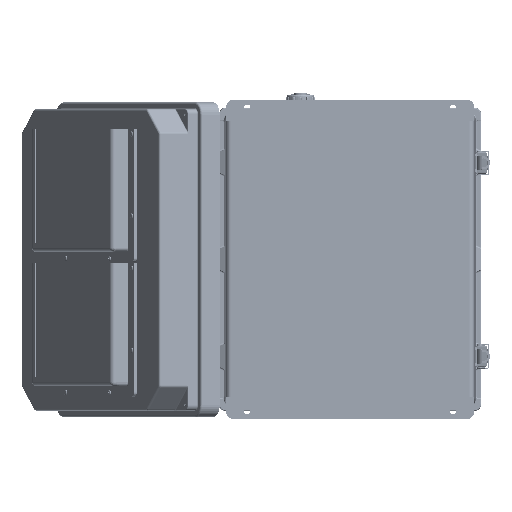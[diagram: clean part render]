
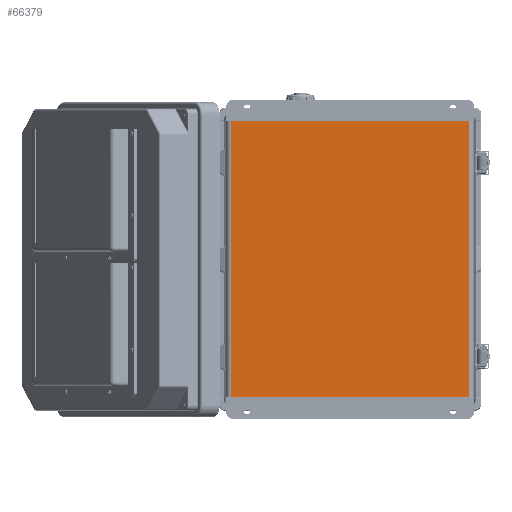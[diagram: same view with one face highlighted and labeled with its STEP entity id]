
A CAD part, front view. The second image highlights one B-rep face of the part: STEP entity #66379.
In plain terms, the highlighted planar face has unit normal (0, -1, 0).
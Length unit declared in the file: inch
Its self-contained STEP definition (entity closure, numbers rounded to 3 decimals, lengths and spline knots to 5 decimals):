
#110 = ORIENTED_EDGE ( 'NONE', *, *, #31222, .T. ) ;
#897 = DIRECTION ( 'NONE',  ( -1., 0., 0. ) ) ;
#7125 = AXIS2_PLACEMENT_3D ( 'NONE', #28196, #36671, #96309 ) ;
#12198 = LINE ( 'NONE', #68380, #43051 ) ;
#17836 = VECTOR ( 'NONE', #51865, 39.37008 ) ;
#18075 = LINE ( 'NONE', #43298, #17836 ) ;
#27224 = VERTEX_POINT ( 'NONE', #31899 ) ;
#27456 = VERTEX_POINT ( 'NONE', #61011 ) ;
#27748 = CARTESIAN_POINT ( 'NONE',  ( 5.78771, 0.05906, -1.04331 ) ) ;
#28196 = CARTESIAN_POINT ( 'NONE',  ( 6.11811, 0.05906, -1.04331 ) ) ;
#31222 = EDGE_CURVE ( 'NONE', #27224, #38007, #100751, .T. ) ;
#31899 = CARTESIAN_POINT ( 'NONE',  ( 5.78771, 0.05906, -14.4685 ) ) ;
#36671 = DIRECTION ( 'NONE',  ( 0., 1., 0. ) ) ;
#36962 = EDGE_LOOP ( 'NONE', ( #59127, #48062, #110, #55326 ) ) ;
#38007 = VERTEX_POINT ( 'NONE', #27748 ) ;
#43051 = VECTOR ( 'NONE', #897, 39.37008 ) ;
#43298 = CARTESIAN_POINT ( 'NONE',  ( -5.78771, 0.05906, -1.04331 ) ) ;
#47527 = CARTESIAN_POINT ( 'NONE',  ( 6.11811, 0.05906, -14.4685 ) ) ;
#48062 = ORIENTED_EDGE ( 'NONE', *, *, #110184, .F. ) ;
#49785 = CARTESIAN_POINT ( 'NONE',  ( -5.78771, 0.05906, -14.4685 ) ) ;
#51865 = DIRECTION ( 'NONE',  ( 0., 0., 1. ) ) ;
#53879 = VERTEX_POINT ( 'NONE', #49785 ) ;
#55326 = ORIENTED_EDGE ( 'NONE', *, *, #76847, .T. ) ;
#59127 = ORIENTED_EDGE ( 'NONE', *, *, #84459, .F. ) ;
#61011 = CARTESIAN_POINT ( 'NONE',  ( -5.78771, 0.05906, -1.04331 ) ) ;
#64217 = FACE_OUTER_BOUND ( 'NONE', #36962, .T. ) ;
#66379 = ADVANCED_FACE ( 'NONE', ( #64217 ), #79131, .F. ) ;
#68380 = CARTESIAN_POINT ( 'NONE',  ( 6.11811, 0.05906, -1.04331 ) ) ;
#76847 = EDGE_CURVE ( 'NONE', #38007, #27456, #12198, .T. ) ;
#78544 = VECTOR ( 'NONE', #82218, 39.37008 ) ;
#79131 = PLANE ( 'NONE',  #7125 ) ;
#79844 = LINE ( 'NONE', #47527, #78544 ) ;
#82218 = DIRECTION ( 'NONE',  ( -1., 0., 0. ) ) ;
#84459 = EDGE_CURVE ( 'NONE', #53879, #27456, #18075, .T. ) ;
#89361 = CARTESIAN_POINT ( 'NONE',  ( 5.78771, 0.05906, -1.04331 ) ) ;
#96309 = DIRECTION ( 'NONE',  ( 0., 0., 1. ) ) ;
#97918 = DIRECTION ( 'NONE',  ( 0., 0., 1. ) ) ;
#100751 = LINE ( 'NONE', #89361, #105311 ) ;
#105311 = VECTOR ( 'NONE', #97918, 39.37008 ) ;
#110184 = EDGE_CURVE ( 'NONE', #27224, #53879, #79844, .T. ) ;
